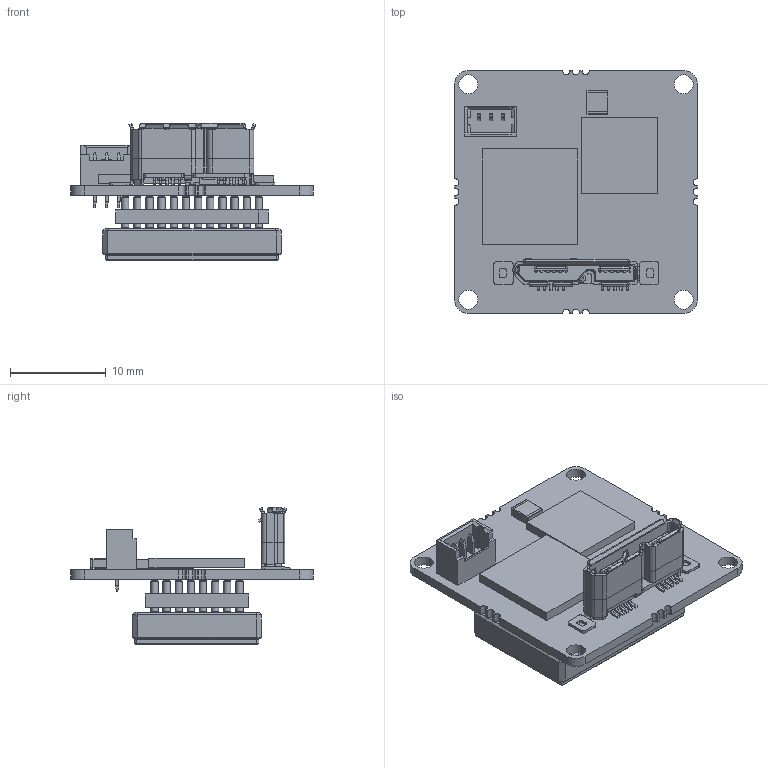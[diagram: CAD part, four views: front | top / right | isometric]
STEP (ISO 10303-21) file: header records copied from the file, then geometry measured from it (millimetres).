
FILE_DESCRIPTION(/* description */ (''),/* implementation_level */ '2;1');
FILE_NAME(/* name */ 'MQ022xG-CM-S7-BRD_01-STP.stp',/* time_stamp */ '2024-04-28T16:46:13+02:00',/* author */ (''),/* organization */ (''),/* preprocessor_version */ 'ST-DEVELOPER v18.102',/* originating_system */ 'SIEMENS PLM Software NX2206.8900',/* authorisation */ '');
FILE_SCHEMA (('AUTOMOTIVE_DESIGN { 1 0 10303 214 3 1 1 1 }'));
Products named in the file (7): 001508_01_1-CMV2000_Glass; 001516_01_1-CMV2000_Package; 004781_01_1-CONN-3P-0530470310; 001525_03_1-MQ95UPGA-CM-S7-PCA; 001488_01_1-CMV2000; 004784_01_1-MQ95UPGA-CM-S7-PCA-BRD; 004931_01_1-MQ022xG-CM-S7-BRD_stp
Assembly tree (6 placements, depth 3):
  004931_01_1-MQ022xG-CM-S7-BRD_stp
    004784_01_1-MQ95UPGA-CM-S7-PCA-BRD
      001525_03_1-MQ95UPGA-CM-S7-PCA
      004781_01_1-CONN-3P-0530470310
    001488_01_1-CMV2000
      001516_01_1-CMV2000_Package
      001508_01_1-CMV2000_Glass
Bounding box: 25.4 x 25.4 x 14.34 mm (x, y, z)
Volume: 1763.5 mm3; surface area: 5826.5 mm2
Topology: 205 solids, 205 shells, 2205 faces, 4969 edges, 3192 vertices
Faces by surface type: plane 1230, cylinder 662, cone 201, torus 96, sphere 8, bspline 6, extrusion 2
Full cylindrical faces by diameter (mm): 0.3 x95, 0.5 x97, 0.7 x3, 0.76 x190, 0.8 x1, 2 x4
Entity records: 74945 total; most frequent: CARTESIAN_POINT 10878, DIRECTION 10183, ORIENTED_EDGE 9360, EDGE_CURVE 4680, AXIS2_PLACEMENT_3D 3831, VERTEX_POINT 3192, EDGE_LOOP 2752, VECTOR 2521
